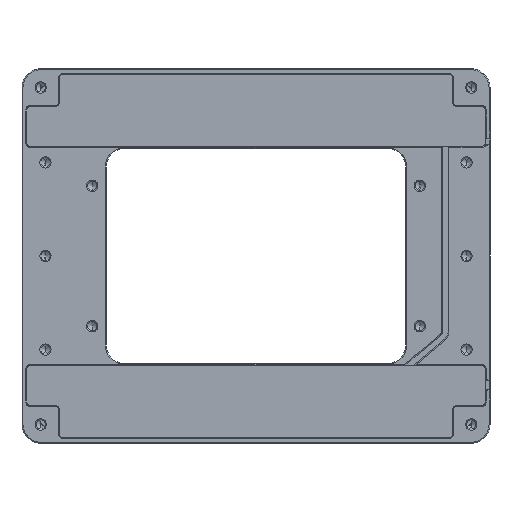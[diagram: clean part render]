
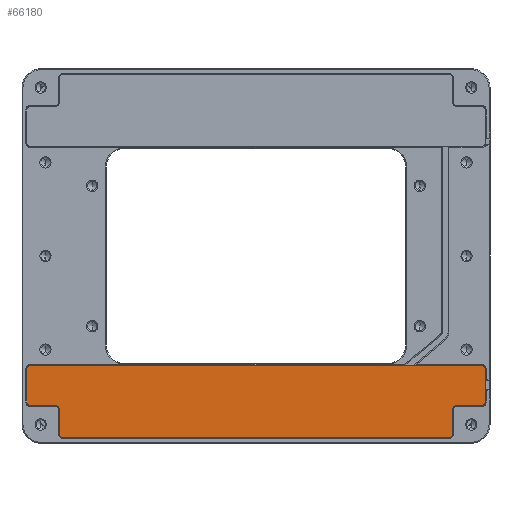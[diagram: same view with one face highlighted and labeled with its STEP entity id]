
A CAD part, front view. The second image highlights one B-rep face of the part: STEP entity #66180.
In plain terms, the highlighted planar face has unit normal (0, -1, 0).
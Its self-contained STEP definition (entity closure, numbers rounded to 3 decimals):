
#497 = EDGE_CURVE ( 'NONE', #60994, #64489, #49576, .T. ) ;
#1378 = CARTESIAN_POINT ( 'NONE',  ( 120.5, 0.2, -60.5 ) ) ;
#1683 = AXIS2_PLACEMENT_3D ( 'NONE', #120696, #5126, #7534 ) ;
#2730 = ORIENTED_EDGE ( 'NONE', *, *, #74742, .T. ) ;
#3365 = CARTESIAN_POINT ( 'NONE',  ( -103., 0.2, -95. ) ) ;
#3563 = VECTOR ( 'NONE', #34813, 1000. ) ;
#4116 = DIRECTION ( 'NONE',  ( 0., 0., -1. ) ) ;
#4471 = DIRECTION ( 'NONE',  ( -1., 0., 0. ) ) ;
#5122 = DIRECTION ( 'NONE',  ( 1., 0., 0. ) ) ;
#5126 = DIRECTION ( 'NONE',  ( 0., -1., 0. ) ) ;
#5378 = CARTESIAN_POINT ( 'NONE',  ( -120.5, 0.2, -78. ) ) ;
#5469 = DIRECTION ( 'NONE',  ( 0., -1., 0. ) ) ;
#6933 = CARTESIAN_POINT ( 'NONE',  ( 105., 0.2, -95. ) ) ;
#7534 = DIRECTION ( 'NONE',  ( 0., 0., -1. ) ) ;
#8694 = EDGE_CURVE ( 'NONE', #109089, #44169, #43049, .T. ) ;
#9355 = CARTESIAN_POINT ( 'NONE',  ( 105., 0.2, -95. ) ) ;
#9447 = DIRECTION ( 'NONE',  ( 1., 0., 0. ) ) ;
#9887 = VECTOR ( 'NONE', #71225, 1000. ) ;
#10579 = CIRCLE ( 'NONE', #94239, 2. ) ;
#10620 = FACE_OUTER_BOUND ( 'NONE', #121207, .T. ) ;
#12437 = CARTESIAN_POINT ( 'NONE',  ( 120.5, 0.2, -58.5 ) ) ;
#12910 = CARTESIAN_POINT ( 'NONE',  ( 103., 0.2, -95. ) ) ;
#13999 = DIRECTION ( 'NONE',  ( 0., 1., 0. ) ) ;
#14026 = ORIENTED_EDGE ( 'NONE', *, *, #35786, .T. ) ;
#16904 = EDGE_CURVE ( 'NONE', #24141, #25801, #56023, .T. ) ;
#18890 = DIRECTION ( 'NONE',  ( 0., -1., 0. ) ) ;
#19764 = DIRECTION ( 'NONE',  ( 0., 0., -1. ) ) ;
#21158 = ORIENTED_EDGE ( 'NONE', *, *, #106815, .T. ) ;
#24141 = VERTEX_POINT ( 'NONE', #30379 ) ;
#25234 = CIRCLE ( 'NONE', #51060, 2. ) ;
#25559 = EDGE_CURVE ( 'NONE', #69591, #48915, #120562, .T. ) ;
#25801 = VERTEX_POINT ( 'NONE', #82038 ) ;
#25936 = CARTESIAN_POINT ( 'NONE',  ( 107., 0.2, -80. ) ) ;
#27110 = VECTOR ( 'NONE', #4471, 1000. ) ;
#27585 = CARTESIAN_POINT ( 'NONE',  ( 107., 0.2, -80. ) ) ;
#27957 = DIRECTION ( 'NONE',  ( 0., 0., 1. ) ) ;
#29526 = DIRECTION ( 'NONE',  ( 0., 0., -1. ) ) ;
#30379 = CARTESIAN_POINT ( 'NONE',  ( 122.5, 0.2, -78. ) ) ;
#30479 = VERTEX_POINT ( 'NONE', #83861 ) ;
#31693 = AXIS2_PLACEMENT_3D ( 'NONE', #107505, #13999, #4116 ) ;
#32461 = ORIENTED_EDGE ( 'NONE', *, *, #92888, .T. ) ;
#33775 = VERTEX_POINT ( 'NONE', #36010 ) ;
#34813 = DIRECTION ( 'NONE',  ( 0., 0., -1. ) ) ;
#34881 = DIRECTION ( 'NONE',  ( 0., -1., 0. ) ) ;
#35438 = ORIENTED_EDGE ( 'NONE', *, *, #51974, .T. ) ;
#35786 = EDGE_CURVE ( 'NONE', #110620, #30479, #75284, .T. ) ;
#35864 = CARTESIAN_POINT ( 'NONE',  ( -105., 0.2, -95. ) ) ;
#36010 = CARTESIAN_POINT ( 'NONE',  ( 103., 0.2, -97. ) ) ;
#36672 = CARTESIAN_POINT ( 'NONE',  ( -107., 0.2, -82. ) ) ;
#37308 = CARTESIAN_POINT ( 'NONE',  ( 122.5, 0.2, -60.5 ) ) ;
#37431 = CARTESIAN_POINT ( 'NONE',  ( 105., 0.2, -82. ) ) ;
#40389 = AXIS2_PLACEMENT_3D ( 'NONE', #111686, #18890, #104941 ) ;
#43049 = LINE ( 'NONE', #63002, #27110 ) ;
#44169 = VERTEX_POINT ( 'NONE', #55110 ) ;
#46112 = DIRECTION ( 'NONE',  ( 0., -1., 0. ) ) ;
#46370 = ORIENTED_EDGE ( 'NONE', *, *, #16904, .T. ) ;
#47483 = CARTESIAN_POINT ( 'NONE',  ( -122.5, 0.2, -60.5 ) ) ;
#47742 = VERTEX_POINT ( 'NONE', #9355 ) ;
#47966 = ORIENTED_EDGE ( 'NONE', *, *, #55455, .T. ) ;
#48915 = VERTEX_POINT ( 'NONE', #35864 ) ;
#49576 = CIRCLE ( 'NONE', #31693, 2. ) ;
#51060 = AXIS2_PLACEMENT_3D ( 'NONE', #12910, #5469, #70955 ) ;
#51974 = EDGE_CURVE ( 'NONE', #44169, #110620, #77375, .T. ) ;
#52160 = EDGE_CURVE ( 'NONE', #25801, #109089, #73465, .T. ) ;
#52516 = LINE ( 'NONE', #53702, #9887 ) ;
#53702 = CARTESIAN_POINT ( 'NONE',  ( -103., 0.2, -97. ) ) ;
#55110 = CARTESIAN_POINT ( 'NONE',  ( -120.5, 0.2, -58.5 ) ) ;
#55401 = CARTESIAN_POINT ( 'NONE',  ( 120.5, 0.2, -80. ) ) ;
#55455 = EDGE_CURVE ( 'NONE', #30479, #122940, #10579, .T. ) ;
#56023 = LINE ( 'NONE', #37308, #111591 ) ;
#57488 = ORIENTED_EDGE ( 'NONE', *, *, #101376, .T. ) ;
#58729 = VECTOR ( 'NONE', #77322, 1000. ) ;
#58901 = CARTESIAN_POINT ( 'NONE',  ( -105., 0.2, -82. ) ) ;
#60673 = ORIENTED_EDGE ( 'NONE', *, *, #110683, .T. ) ;
#60994 = VERTEX_POINT ( 'NONE', #37431 ) ;
#62713 = DIRECTION ( 'NONE',  ( 0., 0., -1. ) ) ;
#63002 = CARTESIAN_POINT ( 'NONE',  ( -120.5, 0.2, -58.5 ) ) ;
#63223 = VECTOR ( 'NONE', #9447, 1000. ) ;
#63459 = CIRCLE ( 'NONE', #75456, 2. ) ;
#64489 = VERTEX_POINT ( 'NONE', #25936 ) ;
#65472 = CARTESIAN_POINT ( 'NONE',  ( 120.5, 0.2, -60.5 ) ) ;
#65863 = CARTESIAN_POINT ( 'NONE',  ( -122.5, 0.2, -60.5 ) ) ;
#66180 = ADVANCED_FACE ( 'NONE', ( #10620 ), #105385, .T. ) ;
#66206 = LINE ( 'NONE', #27585, #63223 ) ;
#67445 = VECTOR ( 'NONE', #5122, 1000. ) ;
#67600 = ORIENTED_EDGE ( 'NONE', *, *, #52160, .T. ) ;
#68680 = VERTEX_POINT ( 'NONE', #120584 ) ;
#69524 = ORIENTED_EDGE ( 'NONE', *, *, #497, .T. ) ;
#69591 = VERTEX_POINT ( 'NONE', #58901 ) ;
#70955 = DIRECTION ( 'NONE',  ( 0., 0., -1. ) ) ;
#71225 = DIRECTION ( 'NONE',  ( 1., 0., 0. ) ) ;
#73465 = CIRCLE ( 'NONE', #111081, 2. ) ;
#74248 = CIRCLE ( 'NONE', #40389, 2. ) ;
#74742 = EDGE_CURVE ( 'NONE', #96729, #24141, #74248, .T. ) ;
#74905 = DIRECTION ( 'NONE',  ( 0., 0., -1. ) ) ;
#75284 = LINE ( 'NONE', #65863, #95913 ) ;
#75367 = DIRECTION ( 'NONE',  ( 0., 1., 0. ) ) ;
#75456 = AXIS2_PLACEMENT_3D ( 'NONE', #3365, #86833, #29526 ) ;
#75545 = CIRCLE ( 'NONE', #83508, 2. ) ;
#77241 = ORIENTED_EDGE ( 'NONE', *, *, #111949, .T. ) ;
#77322 = DIRECTION ( 'NONE',  ( 0., 0., 1. ) ) ;
#77375 = CIRCLE ( 'NONE', #1683, 2. ) ;
#79865 = LINE ( 'NONE', #89817, #67445 ) ;
#80938 = CARTESIAN_POINT ( 'NONE',  ( -105., 0.2, -82. ) ) ;
#82038 = CARTESIAN_POINT ( 'NONE',  ( 122.5, 0.2, -60.5 ) ) ;
#82482 = ORIENTED_EDGE ( 'NONE', *, *, #25559, .T. ) ;
#83508 = AXIS2_PLACEMENT_3D ( 'NONE', #36672, #75367, #19764 ) ;
#83861 = CARTESIAN_POINT ( 'NONE',  ( -122.5, 0.2, -78. ) ) ;
#86464 = ORIENTED_EDGE ( 'NONE', *, *, #114394, .T. ) ;
#86833 = DIRECTION ( 'NONE',  ( 0., -1., 0. ) ) ;
#89817 = CARTESIAN_POINT ( 'NONE',  ( -120.5, 0.2, -80. ) ) ;
#92888 = EDGE_CURVE ( 'NONE', #47742, #60994, #122580, .T. ) ;
#94239 = AXIS2_PLACEMENT_3D ( 'NONE', #5378, #119191, #62713 ) ;
#95913 = VECTOR ( 'NONE', #103886, 1000. ) ;
#96556 = ORIENTED_EDGE ( 'NONE', *, *, #96874, .T. ) ;
#96729 = VERTEX_POINT ( 'NONE', #55401 ) ;
#96874 = EDGE_CURVE ( 'NONE', #68680, #69591, #75545, .T. ) ;
#97824 = ORIENTED_EDGE ( 'NONE', *, *, #8694, .T. ) ;
#99126 = DIRECTION ( 'NONE',  ( 0., 0., -1. ) ) ;
#101376 = EDGE_CURVE ( 'NONE', #48915, #119767, #63459, .T. ) ;
#103886 = DIRECTION ( 'NONE',  ( 0., 0., -1. ) ) ;
#104941 = DIRECTION ( 'NONE',  ( 0., 0., -1. ) ) ;
#105385 = PLANE ( 'NONE',  #120089 ) ;
#106815 = EDGE_CURVE ( 'NONE', #33775, #47742, #25234, .T. ) ;
#107505 = CARTESIAN_POINT ( 'NONE',  ( 107., 0.2, -82. ) ) ;
#109089 = VERTEX_POINT ( 'NONE', #12437 ) ;
#110620 = VERTEX_POINT ( 'NONE', #47483 ) ;
#110683 = EDGE_CURVE ( 'NONE', #122940, #68680, #79865, .T. ) ;
#111081 = AXIS2_PLACEMENT_3D ( 'NONE', #65472, #46112, #74905 ) ;
#111591 = VECTOR ( 'NONE', #27957, 1000. ) ;
#111686 = CARTESIAN_POINT ( 'NONE',  ( 120.5, 0.2, -78. ) ) ;
#111949 = EDGE_CURVE ( 'NONE', #119767, #33775, #52516, .T. ) ;
#114394 = EDGE_CURVE ( 'NONE', #64489, #96729, #66206, .T. ) ;
#118843 = CARTESIAN_POINT ( 'NONE',  ( -120.5, 0.2, -80. ) ) ;
#119191 = DIRECTION ( 'NONE',  ( 0., -1., 0. ) ) ;
#119767 = VERTEX_POINT ( 'NONE', #122046 ) ;
#120089 = AXIS2_PLACEMENT_3D ( 'NONE', #1378, #34881, #99126 ) ;
#120562 = LINE ( 'NONE', #80938, #3563 ) ;
#120584 = CARTESIAN_POINT ( 'NONE',  ( -107., 0.2, -80. ) ) ;
#120696 = CARTESIAN_POINT ( 'NONE',  ( -120.5, 0.2, -60.5 ) ) ;
#121207 = EDGE_LOOP ( 'NONE', ( #67600, #97824, #35438, #14026, #47966, #60673, #96556, #82482, #57488, #77241, #21158, #32461, #69524, #86464, #2730, #46370 ) ) ;
#122046 = CARTESIAN_POINT ( 'NONE',  ( -103., 0.2, -97. ) ) ;
#122580 = LINE ( 'NONE', #6933, #58729 ) ;
#122940 = VERTEX_POINT ( 'NONE', #118843 ) ;
